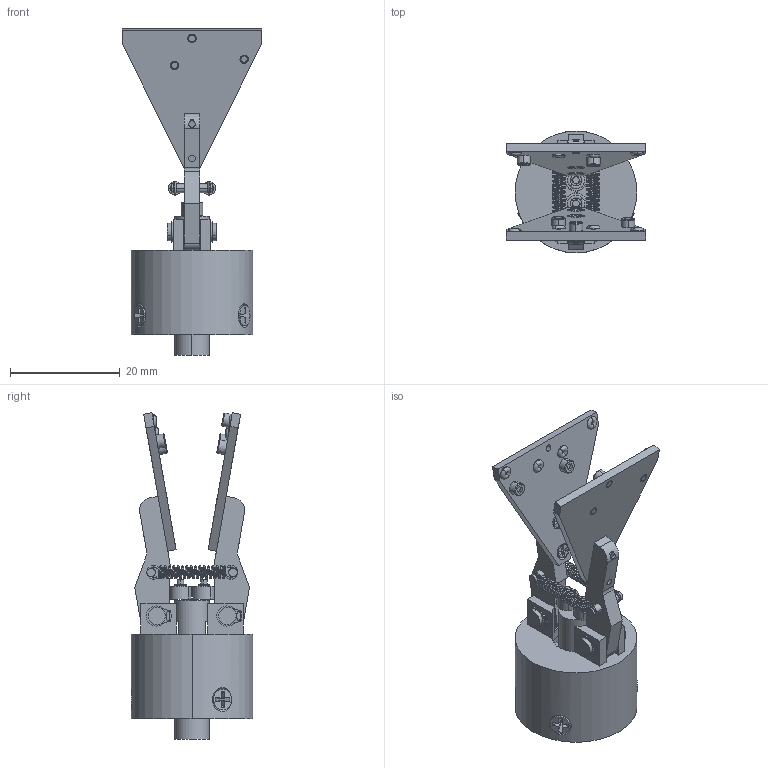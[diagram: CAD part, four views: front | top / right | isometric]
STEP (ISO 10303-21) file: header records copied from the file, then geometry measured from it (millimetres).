
FILE_DESCRIPTION (( 'STEP AP214' ), '1' );
FILE_NAME ('SN100521-14, PINCER ASSY, DUAL ROT.STEP', '2020-10-01T22:43:37', ( '' ), ( '' ), 'SwSTEP 2.0', 'SolidWorks 2010', '' );
FILE_SCHEMA (( 'AUTOMOTIVE_DESIGN' ));
Length unit declared in the file: inch
Products named in the file (1): SN100521-14, PINCER ASSY, DUAL ROT
Bounding box: 25.4 x 22.26 x 59.62 mm (x, y, z)
Surface area: 7067.2 mm2 (no closed solid volume)
Topology: 0 solids, 64 shells, 603 faces, 1614 edges, 1061 vertices
Faces by surface type: plane 280, cylinder 185, torus 100, cone 34, bspline 4
Entity records: 37465 total; most frequent: CARTESIAN_POINT 14169, DIRECTION 3565, ORIENTED_EDGE 2759, EDGE_CURVE 1604, AXIS2_PLACEMENT_3D 1381, VERTEX_POINT 1061, VECTOR 803, LINE 803
